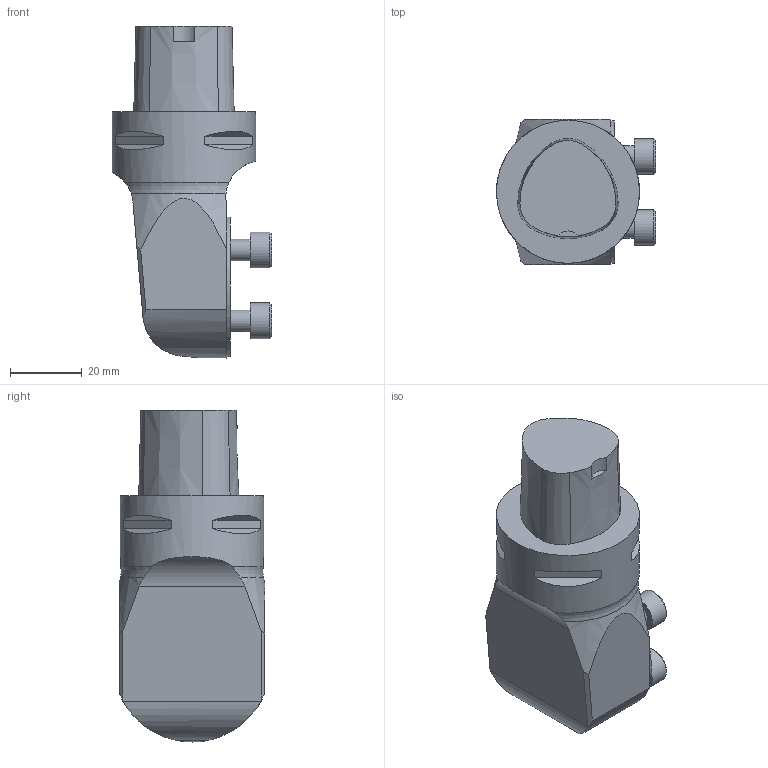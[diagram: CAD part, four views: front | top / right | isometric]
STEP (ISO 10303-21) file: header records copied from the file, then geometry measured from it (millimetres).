
FILE_DESCRIPTION(/* description */ (''),/* implementation_level */ '2;1');
FILE_NAME(/* name */ '1522994079196.stp',/* time_stamp */ '2018-04-06T07:54:44+02:00',/* author */ (''),/* organization */ ('SMS'),/* preprocessor_version */ 'ST-DEVELOPER v15',/* originating_system */ 'SIEMENS PLM Software NX 8.5',/* authorisation */ '');
FILE_SCHEMA (('AUTOMOTIVE_DESIGN { 1 0 10303 214 3 1 1 1 }'));
Length unit declared in the file: millimetre
Products named in the file (1): 112029992mod000_01
Bounding box: 44.48 x 40.6 x 92.8 mm (x, y, z)
Volume: 85567.9 mm3; surface area: 13997.7 mm2
Topology: 1 solids, 1 shells, 63 faces, 145 edges, 98 vertices
Faces by surface type: plane 34, cylinder 15, cone 12, torus 2
Full cylindrical faces by diameter (mm): 6 x4, 10 x4, 40 x1
Entity records: 1792 total; most frequent: CARTESIAN_POINT 401, DIRECTION 292, ORIENTED_EDGE 246, AXIS2_PLACEMENT_3D 124, EDGE_CURVE 123, EDGE_LOOP 90, VERTEX_POINT 89, ADVANCED_FACE 63
